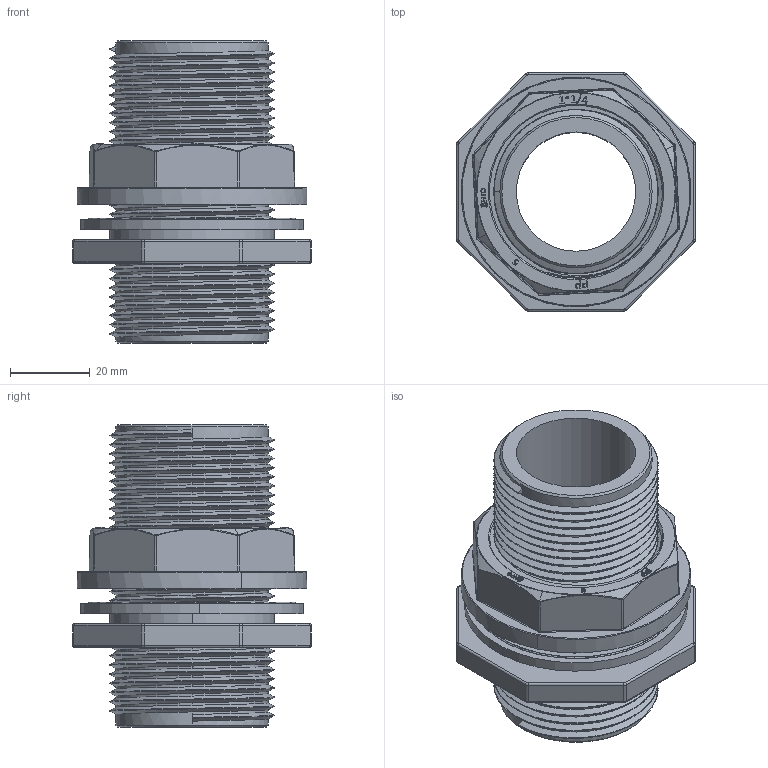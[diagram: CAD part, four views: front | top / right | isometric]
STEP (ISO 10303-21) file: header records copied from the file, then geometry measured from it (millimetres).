
FILE_DESCRIPTION (( 'STEP AP214' ), '1' );
FILE_NAME ('1 1-4.STEP', '2025-02-12T11:20:59', ( '' ), ( '' ), 'SwSTEP 2.0', 'SolidWorks 2023', '' );
FILE_SCHEMA (( 'AUTOMOTIVE_DESIGN' ));
Length unit declared in the file: millimetre
Products named in the file (4): 2023-103=1 1-4; 1 1-4; 2023-084  1 1-4
Assembly tree (3 placements, depth 2):
  1 1-4
    1 1-4
    2023-103=1 1-4
    2023-084  1 1-4
Bounding box: 60 x 60 x 76 mm (x, y, z)
Volume: 66022.1 mm3; surface area: 38441.8 mm2
Topology: 3 solids, 3 shells, 497 faces, 1248 edges, 798 vertices
Faces by surface type: plane 179, cylinder 127, bspline 103, cone 60, torus 28
Entity records: 36330 total; most frequent: CARTESIAN_POINT 25610, ORIENTED_EDGE 2496, DIRECTION 1794, EDGE_CURVE 1248, VERTEX_POINT 798, AXIS2_PLACEMENT_3D 696, EDGE_LOOP 544, ADVANCED_FACE 497
